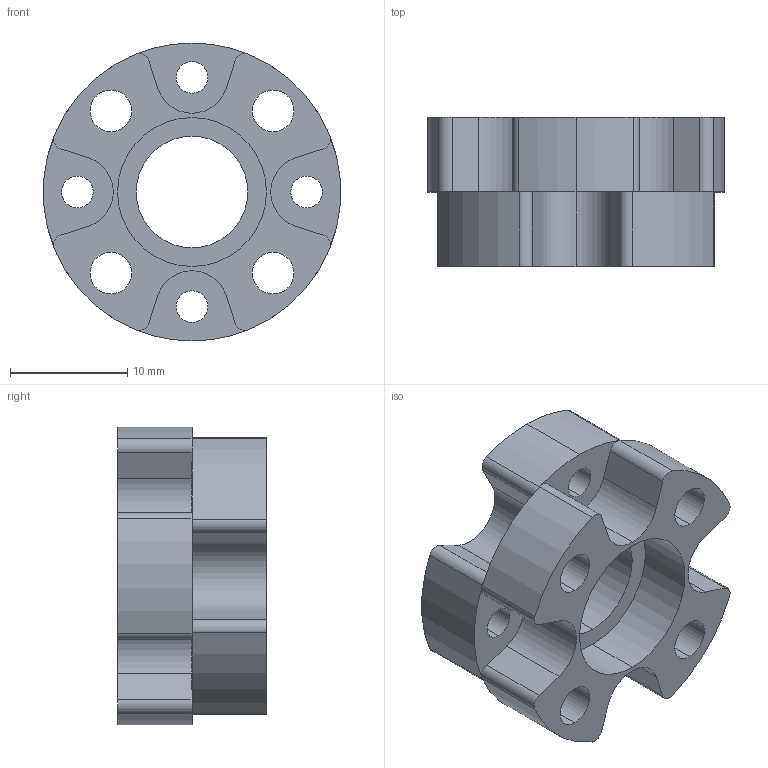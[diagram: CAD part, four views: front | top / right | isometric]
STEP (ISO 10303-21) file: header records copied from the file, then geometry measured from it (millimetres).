
FILE_DESCRIPTION (( 'STEP AP203' ), '1' );
FILE_NAME ('ROB-12245a.STEP', '2014-12-06T19:09:56', ( '' ), ( '' ), 'SwSTEP 2.0', 'SolidWorks 2014', '' );
FILE_SCHEMA (( 'CONFIG_CONTROL_DESIGN' ));
Length unit declared in the file: inch
Products named in the file (1): ROB-12245a
Bounding box: 25.32 x 12.7 x 25.4 mm (x, y, z)
Volume: 2826.2 mm3; surface area: 3018 mm2
Topology: 1 solids, 1 shells, 83 faces, 237 edges, 158 vertices
Faces by surface type: cylinder 55, plane 28
Entity records: 2892 total; most frequent: DIRECTION 531, CARTESIAN_POINT 479, ORIENTED_EDGE 474, EDGE_CURVE 237, AXIS2_PLACEMENT_3D 210, VERTEX_POINT 158, CIRCLE 126, LINE 111
